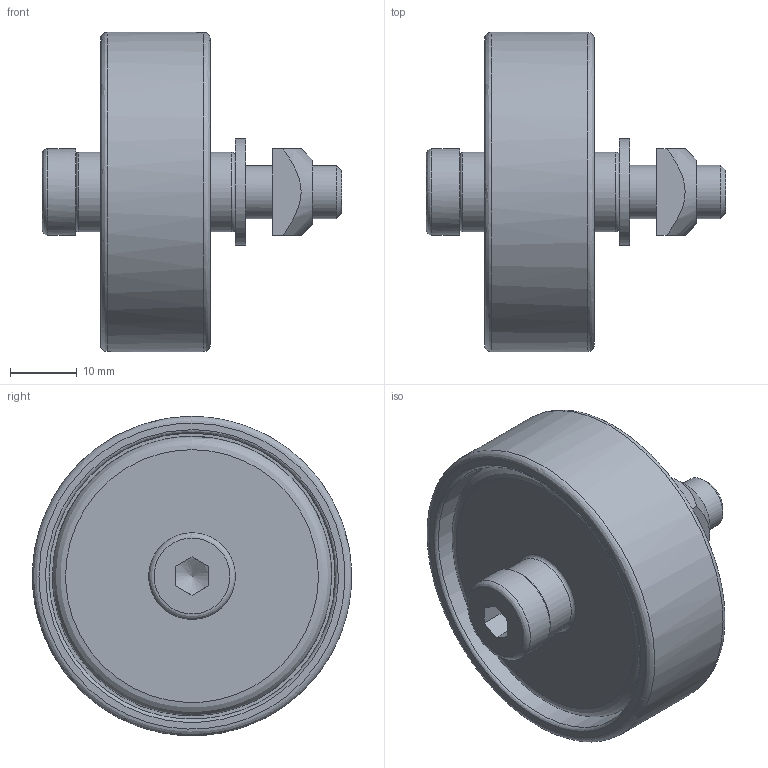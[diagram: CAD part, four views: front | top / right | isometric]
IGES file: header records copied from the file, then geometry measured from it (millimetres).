
Global section: file name: 700110; native system: Autodesk Inventor 2021; preprocessor: unknown; author: Mrówczyńska,,; organization: 11; date: 20221010.090239; units: millimetre
Bounding box: 45 x 48 x 47.97 mm (x, y, z)
Volume: 25694.1 mm3; surface area: 15927.3 mm2
Topology: 5 solids, 5 shells, 57 faces, 157 edges, 117 vertices
Faces by surface type: bspline 57
